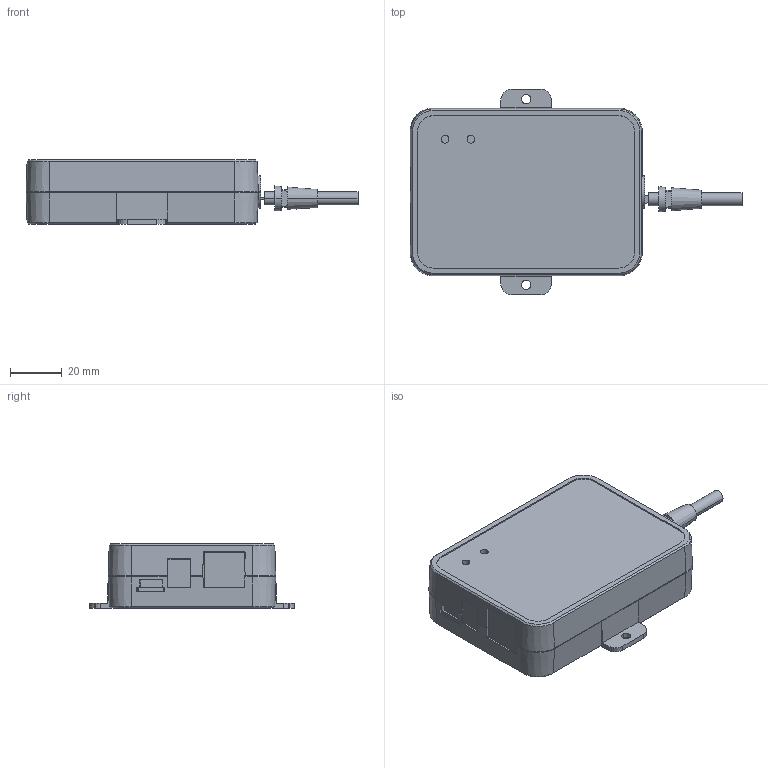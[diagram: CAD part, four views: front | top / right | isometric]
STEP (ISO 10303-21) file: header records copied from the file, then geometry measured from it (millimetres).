
FILE_DESCRIPTION((''),'2;1');
FILE_NAME('16_0001_ASM','2019-12-09T17:33:01',('ldeng'),(''),'CREO PARAMETRIC BY PTC INC, 2018190','CREO PARAMETRIC BY PTC INC, 2018190','');
FILE_SCHEMA(('CONFIG_CONTROL_DESIGN'));
Length unit declared in the file: millimetre
Products named in the file (6): 16V10001; 16PCB0001; 00; 000; 16V10002_ASM; 16_0001_ASM
Assembly tree (8 placements, depth 3):
  16_0001_ASM
    16V10001
    16PCB0001
    16V10002_ASM
      00
      000  x4
Bounding box: 128.64 x 79.56 x 25 mm (x, y, z)
Volume: 52574.4 mm3; surface area: 53205.1 mm2
Topology: 7 solids, 7 shells, 778 faces, 2079 edges, 1368 vertices
Faces by surface type: plane 534, cylinder 162, cone 78, bspline 4
Entity records: 22804 total; most frequent: CARTESIAN_POINT 4580, ORIENTED_EDGE 3846, DIRECTION 3641, EDGE_CURVE 1923, VECTOR 1451, LINE 1451, VERTEX_POINT 1272, AXIS2_PLACEMENT_3D 1095
